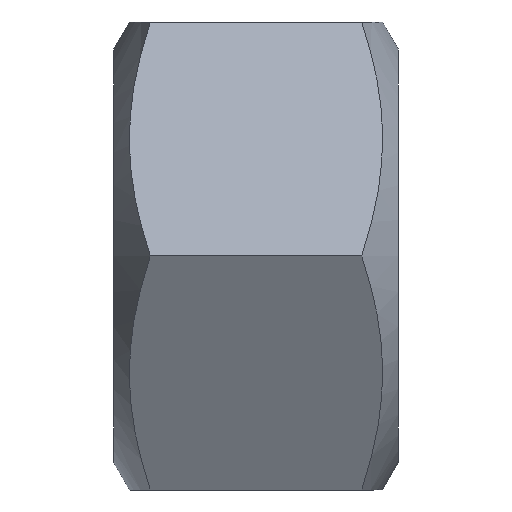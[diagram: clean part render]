
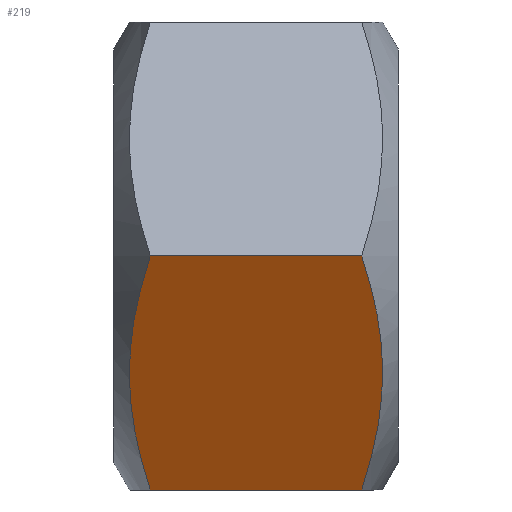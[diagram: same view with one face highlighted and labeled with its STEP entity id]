
A CAD part, front view. The second image highlights one B-rep face of the part: STEP entity #219.
In plain terms, the highlighted planar face has unit normal (0, -0.866, -0.5).
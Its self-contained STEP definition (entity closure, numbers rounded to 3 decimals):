
#20=(
BOUNDED_CURVE()
B_SPLINE_CURVE(2,(#359,#360,#361),.UNSPECIFIED.,.F.,.F.)
B_SPLINE_CURVE_WITH_KNOTS((3,3),(0.,0.759),.UNSPECIFIED.)
CURVE()
GEOMETRIC_REPRESENTATION_ITEM()
RATIONAL_B_SPLINE_CURVE((1.,1.155,1.))
REPRESENTATION_ITEM('')
);
#21=(
BOUNDED_CURVE()
B_SPLINE_CURVE(2,(#366,#367,#368),.UNSPECIFIED.,.F.,.F.)
B_SPLINE_CURVE_WITH_KNOTS((3,3),(0.,0.759),.UNSPECIFIED.)
CURVE()
GEOMETRIC_REPRESENTATION_ITEM()
RATIONAL_B_SPLINE_CURVE((1.,1.155,1.))
REPRESENTATION_ITEM('')
);
#35=PLANE('',#259);
#49=FACE_OUTER_BOUND('',#64,.T.);
#64=EDGE_LOOP('',(#196,#197,#198,#199));
#73=LINE('',#393,#84);
#76=LINE('',#399,#87);
#84=VECTOR('',#302,10.);
#87=VECTOR('',#311,10.);
#103=VERTEX_POINT('',#339);
#107=VERTEX_POINT('',#355);
#108=VERTEX_POINT('',#364);
#109=VERTEX_POINT('',#365);
#129=EDGE_CURVE('',#103,#107,#20,.T.);
#131=EDGE_CURVE('',#108,#109,#21,.T.);
#140=EDGE_CURVE('',#107,#108,#73,.T.);
#143=EDGE_CURVE('',#103,#109,#76,.T.);
#196=ORIENTED_EDGE('',*,*,#129,.T.);
#197=ORIENTED_EDGE('',*,*,#140,.T.);
#198=ORIENTED_EDGE('',*,*,#131,.T.);
#199=ORIENTED_EDGE('',*,*,#143,.F.);
#219=ADVANCED_FACE('',(#49),#35,.T.);
#259=AXIS2_PLACEMENT_3D('',#398,#309,#310);
#302=DIRECTION('',(1.,0.,0.));
#309=DIRECTION('center_axis',(0.,-0.866,-0.5));
#310=DIRECTION('ref_axis',(-1.,0.,0.));
#311=DIRECTION('',(1.,0.,0.));
#339=CARTESIAN_POINT('',(1.014,-7.506,0.));
#355=CARTESIAN_POINT('',(1.014,-3.753,-6.5));
#359=CARTESIAN_POINT('Ctrl Pts',(1.014,-7.506,0.));
#360=CARTESIAN_POINT('Ctrl Pts',(-0.07,-5.629,
-3.25));
#361=CARTESIAN_POINT('Ctrl Pts',(1.014,-3.753,-6.5));
#364=CARTESIAN_POINT('',(6.886,-3.753,-6.5));
#365=CARTESIAN_POINT('',(6.886,-7.506,0.));
#366=CARTESIAN_POINT('Ctrl Pts',(6.886,-3.753,-6.5));
#367=CARTESIAN_POINT('Ctrl Pts',(7.97,-5.629,-3.25));
#368=CARTESIAN_POINT('Ctrl Pts',(6.886,-7.506,0.));
#393=CARTESIAN_POINT('',(0.,-3.753,-6.5));
#398=CARTESIAN_POINT('Origin',(0.,-3.753,-6.5));
#399=CARTESIAN_POINT('',(0.,-7.506,0.));
